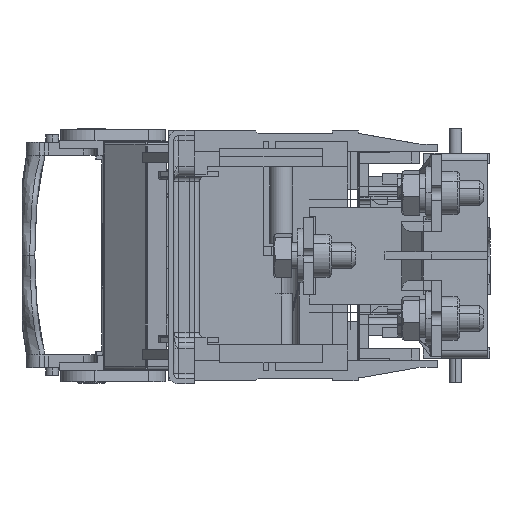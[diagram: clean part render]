
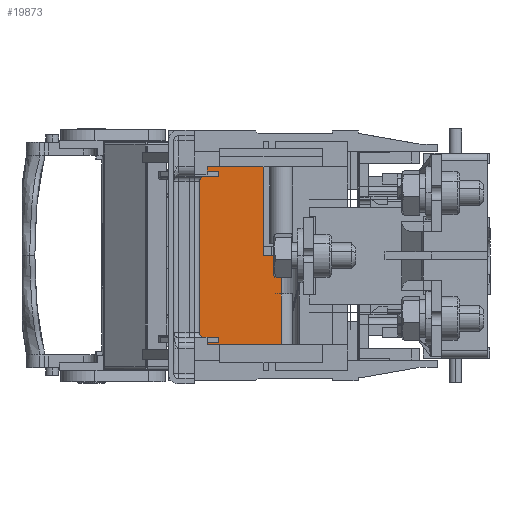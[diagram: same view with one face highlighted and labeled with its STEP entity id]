
A CAD part, left-side view. The second image highlights one B-rep face of the part: STEP entity #19873.
In plain terms, the highlighted planar face has unit normal (-1, 0, 0).
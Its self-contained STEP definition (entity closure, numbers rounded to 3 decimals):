
#218 = CARTESIAN_POINT ( 'NONE',  ( 44.152, 94.55, -0.671 ) ) ;
#250 = VECTOR ( 'NONE', #90021, 1000. ) ;
#695 = CARTESIAN_POINT ( 'NONE',  ( 44.152, 54.5, -0.671 ) ) ;
#746 = ORIENTED_EDGE ( 'NONE', *, *, #94752, .F. ) ;
#1000 = LINE ( 'NONE', #51279, #39793 ) ;
#4248 = CARTESIAN_POINT ( 'NONE',  ( 44.152, 124.436, -4.671 ) ) ;
#4426 = CARTESIAN_POINT ( 'NONE',  ( 44.152, 87.5, 81.329 ) ) ;
#4492 = ORIENTED_EDGE ( 'NONE', *, *, #70815, .T. ) ;
#5815 = LINE ( 'NONE', #30910, #83813 ) ;
#5934 = VERTEX_POINT ( 'NONE', #32947 ) ;
#7411 = CARTESIAN_POINT ( 'NONE',  ( 44.152, 87.5, -0.671 ) ) ;
#8265 = EDGE_LOOP ( 'NONE', ( #18570, #38705, #38159, #16300, #4492, #62529, #84932, #746, #46139, #95770, #88206, #11391, #43179, #46035 ) ) ;
#8434 = DIRECTION ( 'NONE',  ( 0., 1., 0. ) ) ;
#8704 = PLANE ( 'NONE',  #42791 ) ;
#9046 = VERTEX_POINT ( 'NONE', #78508 ) ;
#11391 = ORIENTED_EDGE ( 'NONE', *, *, #91005, .F. ) ;
#14169 = VERTEX_POINT ( 'NONE', #27873 ) ;
#16300 = ORIENTED_EDGE ( 'NONE', *, *, #66394, .T. ) ;
#17043 = VERTEX_POINT ( 'NONE', #4426 ) ;
#17465 = CARTESIAN_POINT ( 'NONE',  ( 44.152, 124.436, -0.671 ) ) ;
#18285 = DIRECTION ( 'NONE',  ( 0., 1., 0. ) ) ;
#18570 = ORIENTED_EDGE ( 'NONE', *, *, #85987, .F. ) ;
#19694 = LINE ( 'NONE', #31308, #56194 ) ;
#19873 = ADVANCED_FACE ( 'NONE', ( #81103 ), #8704, .T. ) ;
#23934 = VERTEX_POINT ( 'NONE', #52321 ) ;
#24934 = CARTESIAN_POINT ( 'NONE',  ( 44.152, 87.5, 81.329 ) ) ;
#25195 = EDGE_CURVE ( 'NONE', #17043, #62652, #27475, .T. ) ;
#26905 = CARTESIAN_POINT ( 'NONE',  ( 44.152, 87.5, 40.129 ) ) ;
#27151 = EDGE_CURVE ( 'NONE', #27726, #9046, #83075, .T. ) ;
#27458 = EDGE_CURVE ( 'NONE', #76271, #42174, #48743, .T. ) ;
#27475 = LINE ( 'NONE', #24934, #45846 ) ;
#27726 = VERTEX_POINT ( 'NONE', #42358 ) ;
#27873 = CARTESIAN_POINT ( 'NONE',  ( 44.152, 80.5, 40.129 ) ) ;
#28585 = CARTESIAN_POINT ( 'NONE',  ( 44.152, 54.5, -0.671 ) ) ;
#29504 = DIRECTION ( 'NONE',  ( 0., 0., 1. ) ) ;
#30910 = CARTESIAN_POINT ( 'NONE',  ( 44.152, 87.5, -8.673 ) ) ;
#31308 = CARTESIAN_POINT ( 'NONE',  ( 44.152, 94.55, -4.171 ) ) ;
#32231 = VECTOR ( 'NONE', #57760, 1000. ) ;
#32744 = DIRECTION ( 'NONE',  ( 0., 0., -1. ) ) ;
#32947 = CARTESIAN_POINT ( 'NONE',  ( 44.152, 91.8, -5.671 ) ) ;
#34706 = LINE ( 'NONE', #49952, #32231 ) ;
#34759 = DIRECTION ( 'NONE',  ( 0., -1., 0. ) ) ;
#35257 = VECTOR ( 'NONE', #18285, 1000. ) ;
#36451 = EDGE_CURVE ( 'NONE', #9046, #14169, #66642, .T. ) ;
#38159 = ORIENTED_EDGE ( 'NONE', *, *, #62728, .F. ) ;
#38705 = ORIENTED_EDGE ( 'NONE', *, *, #25195, .F. ) ;
#38759 = DIRECTION ( 'NONE',  ( 0., 0., 1. ) ) ;
#38949 = LINE ( 'NONE', #73122, #78038 ) ;
#39793 = VECTOR ( 'NONE', #59120, 1000. ) ;
#40259 = LINE ( 'NONE', #28585, #63494 ) ;
#40354 = DIRECTION ( 'NONE',  ( 0., -1., 0. ) ) ;
#42174 = VERTEX_POINT ( 'NONE', #17465 ) ;
#42358 = CARTESIAN_POINT ( 'NONE',  ( 44.152, 87.5, -4.671 ) ) ;
#42791 = AXIS2_PLACEMENT_3D ( 'NONE', #44584, #49121, #40354 ) ;
#43179 = ORIENTED_EDGE ( 'NONE', *, *, #27151, .T. ) ;
#43338 = CARTESIAN_POINT ( 'NONE',  ( 44.152, 124.436, -7.671 ) ) ;
#43649 = CARTESIAN_POINT ( 'NONE',  ( 44.152, 124.5, 81.329 ) ) ;
#44584 = CARTESIAN_POINT ( 'NONE',  ( 44.152, 54.5, -8.673 ) ) ;
#44758 = VERTEX_POINT ( 'NONE', #77642 ) ;
#45786 = CARTESIAN_POINT ( 'NONE',  ( 44.152, 124.5, -4.671 ) ) ;
#45846 = VECTOR ( 'NONE', #32744, 1000. ) ;
#46035 = ORIENTED_EDGE ( 'NONE', *, *, #36451, .T. ) ;
#46139 = ORIENTED_EDGE ( 'NONE', *, *, #75639, .F. ) ;
#47069 = VECTOR ( 'NONE', #34759, 1000. ) ;
#48341 = VECTOR ( 'NONE', #29504, 1000. ) ;
#48743 = LINE ( 'NONE', #695, #87892 ) ;
#49121 = DIRECTION ( 'NONE',  ( -1., 0., 0. ) ) ;
#49952 = CARTESIAN_POINT ( 'NONE',  ( 44.152, 91.8, -4.171 ) ) ;
#51176 = DIRECTION ( 'NONE',  ( 0., 0., -1. ) ) ;
#51279 = CARTESIAN_POINT ( 'NONE',  ( 44.152, 87.5, -4.671 ) ) ;
#52321 = CARTESIAN_POINT ( 'NONE',  ( 44.152, 91.8, -0.671 ) ) ;
#52453 = EDGE_CURVE ( 'NONE', #83272, #23934, #40259, .T. ) ;
#56194 = VECTOR ( 'NONE', #78092, 1000. ) ;
#57760 = DIRECTION ( 'NONE',  ( 0., 0., 1. ) ) ;
#58689 = LINE ( 'NONE', #67359, #74549 ) ;
#58854 = CARTESIAN_POINT ( 'NONE',  ( 44.152, 54.5, -4.671 ) ) ;
#59120 = DIRECTION ( 'NONE',  ( 0., -1., 0. ) ) ;
#62529 = ORIENTED_EDGE ( 'NONE', *, *, #70633, .F. ) ;
#62652 = VERTEX_POINT ( 'NONE', #81708 ) ;
#62728 = EDGE_CURVE ( 'NONE', #71379, #17043, #38949, .T. ) ;
#63494 = VECTOR ( 'NONE', #83246, 1000. ) ;
#64976 = CARTESIAN_POINT ( 'NONE',  ( 44.152, 54.5, -5.671 ) ) ;
#66394 = EDGE_CURVE ( 'NONE', #71379, #68141, #58689, .T. ) ;
#66642 = LINE ( 'NONE', #76279, #48341 ) ;
#67359 = CARTESIAN_POINT ( 'NONE',  ( 44.152, 124.5, 81.329 ) ) ;
#68141 = VERTEX_POINT ( 'NONE', #45786 ) ;
#68995 = VERTEX_POINT ( 'NONE', #4248 ) ;
#70633 = EDGE_CURVE ( 'NONE', #42174, #68995, #80159, .T. ) ;
#70815 = EDGE_CURVE ( 'NONE', #68141, #68995, #1000, .T. ) ;
#71379 = VERTEX_POINT ( 'NONE', #43649 ) ;
#73122 = CARTESIAN_POINT ( 'NONE',  ( 44.152, 87.5, 81.329 ) ) ;
#74549 = VECTOR ( 'NONE', #75196, 1000. ) ;
#75196 = DIRECTION ( 'NONE',  ( 0., 0., -1. ) ) ;
#75639 = EDGE_CURVE ( 'NONE', #5934, #44758, #97552, .T. ) ;
#76271 = VERTEX_POINT ( 'NONE', #218 ) ;
#76279 = CARTESIAN_POINT ( 'NONE',  ( 44.152, 80.5, -8.673 ) ) ;
#77642 = CARTESIAN_POINT ( 'NONE',  ( 44.152, 94.55, -5.671 ) ) ;
#78038 = VECTOR ( 'NONE', #81020, 1000. ) ;
#78092 = DIRECTION ( 'NONE',  ( 0., 0., 1. ) ) ;
#78508 = CARTESIAN_POINT ( 'NONE',  ( 44.152, 80.5, -4.671 ) ) ;
#80159 = LINE ( 'NONE', #43338, #98486 ) ;
#81020 = DIRECTION ( 'NONE',  ( 0., -1., 0. ) ) ;
#81103 = FACE_OUTER_BOUND ( 'NONE', #8265, .T. ) ;
#81315 = EDGE_CURVE ( 'NONE', #5934, #23934, #34706, .T. ) ;
#81708 = CARTESIAN_POINT ( 'NONE',  ( 44.152, 87.5, 40.129 ) ) ;
#83075 = LINE ( 'NONE', #58854, #250 ) ;
#83246 = DIRECTION ( 'NONE',  ( 0., 1., 0. ) ) ;
#83272 = VERTEX_POINT ( 'NONE', #7411 ) ;
#83813 = VECTOR ( 'NONE', #38759, 1000. ) ;
#84932 = ORIENTED_EDGE ( 'NONE', *, *, #27458, .F. ) ;
#85987 = EDGE_CURVE ( 'NONE', #62652, #14169, #88648, .T. ) ;
#87892 = VECTOR ( 'NONE', #8434, 1000. ) ;
#88206 = ORIENTED_EDGE ( 'NONE', *, *, #52453, .F. ) ;
#88648 = LINE ( 'NONE', #26905, #47069 ) ;
#90021 = DIRECTION ( 'NONE',  ( 0., -1., 0. ) ) ;
#91005 = EDGE_CURVE ( 'NONE', #27726, #83272, #5815, .T. ) ;
#94752 = EDGE_CURVE ( 'NONE', #44758, #76271, #19694, .T. ) ;
#95770 = ORIENTED_EDGE ( 'NONE', *, *, #81315, .T. ) ;
#97552 = LINE ( 'NONE', #64976, #35257 ) ;
#98486 = VECTOR ( 'NONE', #51176, 1000. ) ;
